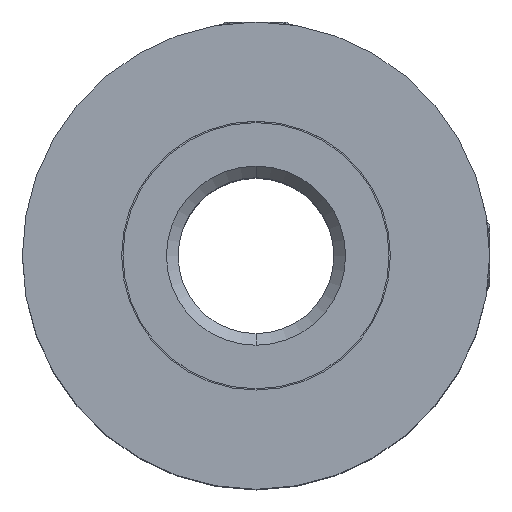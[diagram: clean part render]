
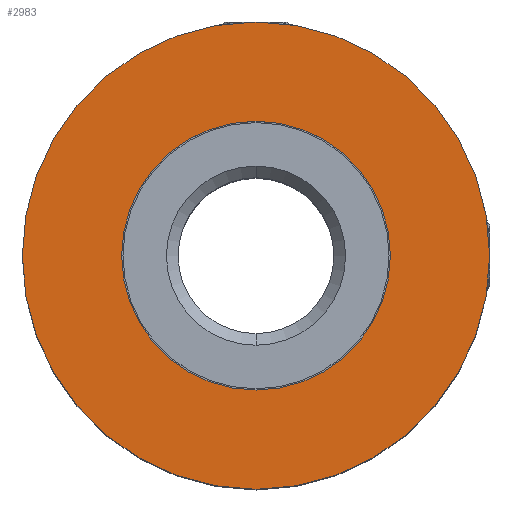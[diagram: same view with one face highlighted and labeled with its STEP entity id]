
A CAD part, top view. The second image highlights one B-rep face of the part: STEP entity #2983.
In plain terms, the highlighted planar face has unit normal (0, 0, 1).
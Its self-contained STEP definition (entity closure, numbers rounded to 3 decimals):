
#14=CARTESIAN_POINT('',(0.,0.,6.));
#15=DIRECTION('',(0.,0.,1.));
#16=DIRECTION('',(0.,1.,0.));
#17=AXIS2_PLACEMENT_3D('',#14,#15,#16);
#19=CARTESIAN_POINT('',(0.,0.,6.));
#20=DIRECTION('',(0.,0.,-1.));
#21=DIRECTION('',(0.,1.,0.));
#22=AXIS2_PLACEMENT_3D('',#19,#20,#21);
#34=CARTESIAN_POINT('',(0.,0.,6.));
#35=DIRECTION('',(0.,0.,1.));
#36=DIRECTION('',(1.,0.,0.));
#37=AXIS2_PLACEMENT_3D('',#34,#35,#36);
#39=CARTESIAN_POINT('',(0.,0.,6.));
#40=DIRECTION('',(0.,0.,1.));
#41=DIRECTION('',(-1.,0.,0.));
#42=AXIS2_PLACEMENT_3D('',#39,#40,#41);
#2402=CARTESIAN_POINT('',(0.,9.,6.));
#2403=CARTESIAN_POINT('',(0.,-9.,6.));
#2404=VERTEX_POINT('',#2402);
#2405=VERTEX_POINT('',#2403);
#2526=CARTESIAN_POINT('',(5.176,0.,6.));
#2527=CARTESIAN_POINT('',(-5.176,0.,6.));
#2528=VERTEX_POINT('',#2526);
#2529=VERTEX_POINT('',#2527);
#2966=CARTESIAN_POINT('',(0.,0.,6.));
#2967=DIRECTION('',(0.,0.,-1.));
#2968=DIRECTION('',(0.,-1.,0.));
#2969=AXIS2_PLACEMENT_3D('',#2966,#2967,#2968);
#2970=PLANE('',#2969);
#2972=ORIENTED_EDGE('',*,*,#2971,.F.);
#2974=ORIENTED_EDGE('',*,*,#2973,.T.);
#2975=EDGE_LOOP('',(#2972,#2974));
#2976=FACE_OUTER_BOUND('',#2975,.F.);
#2978=ORIENTED_EDGE('',*,*,#2977,.T.);
#2980=ORIENTED_EDGE('',*,*,#2979,.T.);
#2981=EDGE_LOOP('',(#2978,#2980));
#2982=FACE_BOUND('',#2981,.F.);
#18=CIRCLE('',#17,9.);
#23=CIRCLE('',#22,9.);
#38=CIRCLE('',#37,5.176);
#43=CIRCLE('',#42,5.176);
#2971=EDGE_CURVE('',#2404,#2405,#18,.T.);
#2973=EDGE_CURVE('',#2404,#2405,#23,.T.);
#2977=EDGE_CURVE('',#2528,#2529,#38,.T.);
#2979=EDGE_CURVE('',#2529,#2528,#43,.T.);
#2983=ADVANCED_FACE('',(#2976,#2982),#2970,.F.);
